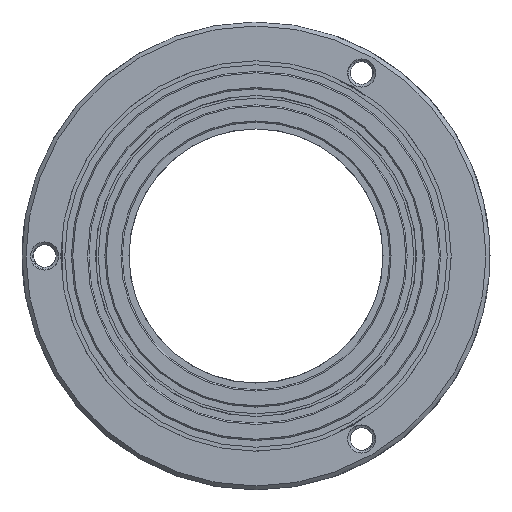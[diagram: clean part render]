
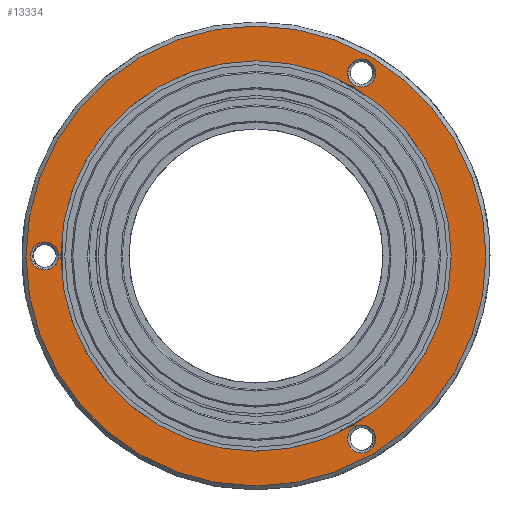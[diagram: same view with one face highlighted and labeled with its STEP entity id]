
A CAD part, left-side view. The second image highlights one B-rep face of the part: STEP entity #13334.
In plain terms, the highlighted planar face has unit normal (-1, 0, 0).
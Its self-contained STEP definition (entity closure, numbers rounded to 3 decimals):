
#215 = CIRCLE ( 'NONE', #1901, 1.05 ) ;
#302 = PLANE ( 'NONE',  #12789 ) ;
#690 = DIRECTION ( 'NONE',  ( 0., 0., -1. ) ) ;
#1195 = AXIS2_PLACEMENT_3D ( 'NONE', #24416, #6072, #20399 ) ;
#1502 = EDGE_LOOP ( 'NONE', ( #19401 ) ) ;
#1901 = AXIS2_PLACEMENT_3D ( 'NONE', #17319, #5016, #7424 ) ;
#2313 = FACE_BOUND ( 'NONE', #18620, .T. ) ;
#3433 = CARTESIAN_POINT ( 'NONE',  ( 6.5, -7.9, 12.633 ) ) ;
#3944 = CARTESIAN_POINT ( 'NONE',  ( 6.5, 0., 0. ) ) ;
#4016 = CIRCLE ( 'NONE', #12516, 1.05 ) ;
#4602 = CARTESIAN_POINT ( 'NONE',  ( 6.5, -7.9, -13.683 ) ) ;
#4734 = CARTESIAN_POINT ( 'NONE',  ( 6.5, 15.8, 0. ) ) ;
#5016 = DIRECTION ( 'NONE',  ( 1., 0., 0. ) ) ;
#5055 = CARTESIAN_POINT ( 'NONE',  ( 6.5, -7.9, -14.733 ) ) ;
#6072 = DIRECTION ( 'NONE',  ( -1., 0., 0. ) ) ;
#6726 = DIRECTION ( 'NONE',  ( 0., 0., 1. ) ) ;
#7007 = EDGE_CURVE ( 'NONE', #8708, #8708, #18972, .T. ) ;
#7424 = DIRECTION ( 'NONE',  ( 0., 0., -1. ) ) ;
#7909 = ORIENTED_EDGE ( 'NONE', *, *, #16979, .T. ) ;
#8146 = EDGE_CURVE ( 'NONE', #25793, #25793, #4016, .T. ) ;
#8479 = CARTESIAN_POINT ( 'NONE',  ( 6.5, 17.5, 0. ) ) ;
#8618 = DIRECTION ( 'NONE',  ( 0., 0., -1. ) ) ;
#8708 = VERTEX_POINT ( 'NONE', #5055 ) ;
#9133 = EDGE_CURVE ( 'NONE', #11299, #11299, #12258, .T. ) ;
#9268 = DIRECTION ( 'NONE',  ( 1., 0., 0. ) ) ;
#9461 = VERTEX_POINT ( 'NONE', #3433 ) ;
#10214 = FACE_BOUND ( 'NONE', #25378, .T. ) ;
#11299 = VERTEX_POINT ( 'NONE', #15579 ) ;
#12069 = DIRECTION ( 'NONE',  ( -1., 0., 0. ) ) ;
#12258 = CIRCLE ( 'NONE', #18680, 14.6 ) ;
#12516 = AXIS2_PLACEMENT_3D ( 'NONE', #4734, #9268, #690 ) ;
#12789 = AXIS2_PLACEMENT_3D ( 'NONE', #8479, #16625, #22816 ) ;
#13334 = ADVANCED_FACE ( 'NONE', ( #19273, #18490, #10214, #2313, #18629 ), #302, .F. ) ;
#14135 = EDGE_CURVE ( 'NONE', #9461, #9461, #215, .T. ) ;
#14882 = ORIENTED_EDGE ( 'NONE', *, *, #8146, .T. ) ;
#15579 = CARTESIAN_POINT ( 'NONE',  ( 6.5, 0., 14.6 ) ) ;
#16505 = DIRECTION ( 'NONE',  ( 1., 0., 0. ) ) ;
#16625 = DIRECTION ( 'NONE',  ( 1., 0., 0. ) ) ;
#16979 = EDGE_CURVE ( 'NONE', #18402, #18402, #22170, .T. ) ;
#17319 = CARTESIAN_POINT ( 'NONE',  ( 6.5, -7.9, 13.683 ) ) ;
#17681 = AXIS2_PLACEMENT_3D ( 'NONE', #4602, #16505, #8618 ) ;
#18065 = ORIENTED_EDGE ( 'NONE', *, *, #14135, .T. ) ;
#18402 = VERTEX_POINT ( 'NONE', #23935 ) ;
#18490 = FACE_BOUND ( 'NONE', #20546, .T. ) ;
#18620 = EDGE_LOOP ( 'NONE', ( #14882 ) ) ;
#18629 = FACE_BOUND ( 'NONE', #1502, .T. ) ;
#18680 = AXIS2_PLACEMENT_3D ( 'NONE', #3944, #12069, #6726 ) ;
#18972 = CIRCLE ( 'NONE', #17681, 1.05 ) ;
#19273 = FACE_OUTER_BOUND ( 'NONE', #23445, .T. ) ;
#19401 = ORIENTED_EDGE ( 'NONE', *, *, #9133, .F. ) ;
#20399 = DIRECTION ( 'NONE',  ( 0., 0., -1. ) ) ;
#20546 = EDGE_LOOP ( 'NONE', ( #21784 ) ) ;
#21784 = ORIENTED_EDGE ( 'NONE', *, *, #7007, .T. ) ;
#22170 = CIRCLE ( 'NONE', #1195, 17.2 ) ;
#22816 = DIRECTION ( 'NONE',  ( 0., 0., -1. ) ) ;
#23445 = EDGE_LOOP ( 'NONE', ( #7909 ) ) ;
#23935 = CARTESIAN_POINT ( 'NONE',  ( 6.5, 0., -17.2 ) ) ;
#24416 = CARTESIAN_POINT ( 'NONE',  ( 6.5, 0., 0. ) ) ;
#25378 = EDGE_LOOP ( 'NONE', ( #18065 ) ) ;
#25392 = CARTESIAN_POINT ( 'NONE',  ( 6.5, 15.8, -1.05 ) ) ;
#25793 = VERTEX_POINT ( 'NONE', #25392 ) ;
